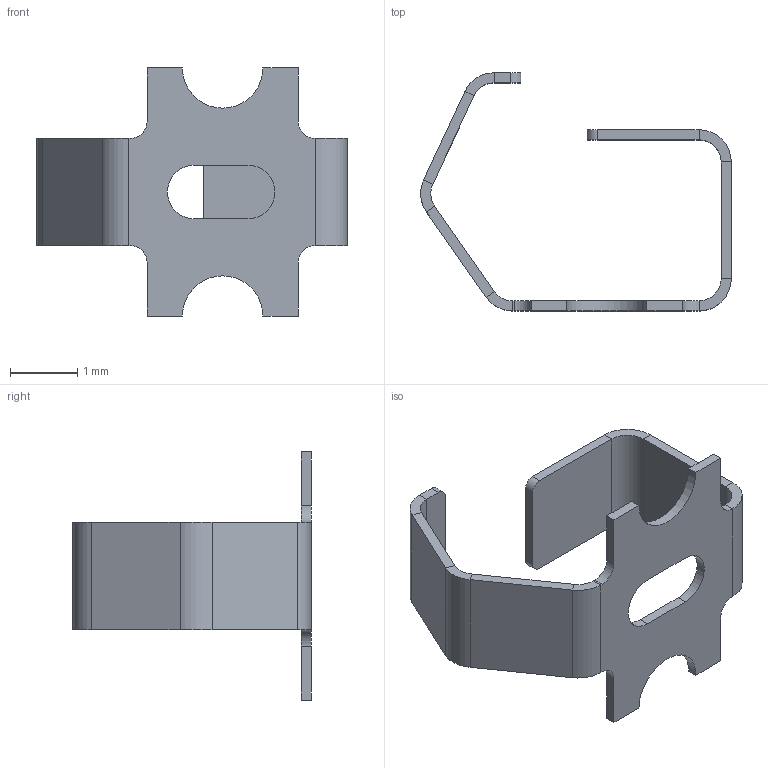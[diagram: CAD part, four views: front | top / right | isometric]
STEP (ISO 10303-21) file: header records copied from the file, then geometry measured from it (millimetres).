
FILE_DESCRIPTION(/* description */ (''),/* implementation_level */ '2;1');
FILE_NAME(/* name */ 'S1961-46.stp.ipt.stp',/* time_stamp */ '2023-05-03T21:57:12+02:00',/* author */ ('rportlock'),/* organization */ (''),/* preprocessor_version */ 'ST-DEVELOPER v19.2',/* originating_system */ 'Autodesk Inventor 2024',/* authorisation */ '');
FILE_SCHEMA (('AUTOMOTIVE_DESIGN { 1 0 10303 214 3 1 1 }'));
Length unit declared in the file: millimetre
Products named in the file (1): S196-XX
Bounding box: 4.63 x 3.55 x 3.7 mm (x, y, z)
Volume: 3.3 mm3; surface area: 49.3 mm2
Topology: 1 solids, 1 shells, 68 faces, 158 edges, 92 vertices
Faces by surface type: plane 46, cylinder 22
Entity records: 1942 total; most frequent: DIRECTION 340, CARTESIAN_POINT 319, ORIENTED_EDGE 316, EDGE_CURVE 158, LINE 114, VECTOR 114, AXIS2_PLACEMENT_3D 113, VERTEX_POINT 92
